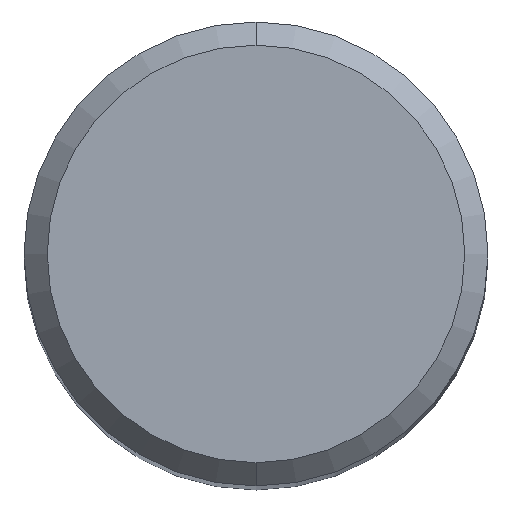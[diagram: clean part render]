
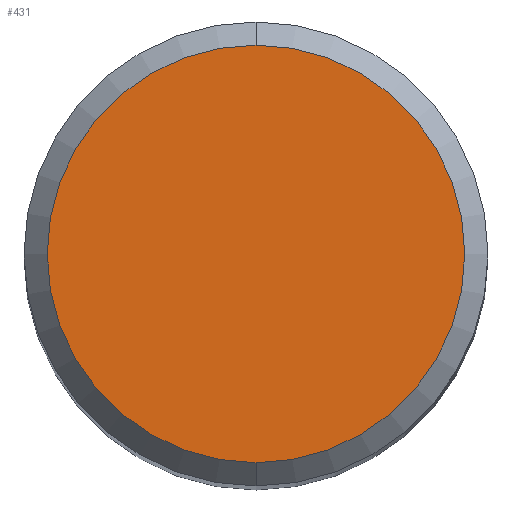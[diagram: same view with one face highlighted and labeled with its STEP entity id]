
A CAD part, top view. The second image highlights one B-rep face of the part: STEP entity #431.
In plain terms, the highlighted planar face has unit normal (0, 0, 1).
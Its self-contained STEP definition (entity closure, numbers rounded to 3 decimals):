
#375=EDGE_CURVE('',#731,#929,#997,.T.);
#419=EDGE_CURVE('',#929,#731,#1048,.T.);
#431=ADVANCED_FACE('',(#1061),#1062,.T.);
#731=VERTEX_POINT('',#1385);
#929=VERTEX_POINT('',#1604);
#997=CIRCLE('',#1714,4.5);
#1048=CIRCLE('',#3050,4.5);
#1061=FACE_OUTER_BOUND('',#3086,.T.);
#1062=PLANE('',#3087);
#1385=CARTESIAN_POINT('',(0.,-4.5,0.0));
#1604=CARTESIAN_POINT('',(0.0,4.5,0.0));
#1714=AXIS2_PLACEMENT_3D('',#9660,#9661,#9662);
#3050=AXIS2_PLACEMENT_3D('',#9738,#9739,#9740);
#3086=EDGE_LOOP('',(#9755,#9756));
#3087=AXIS2_PLACEMENT_3D('',#9757,#9758,#9759);
#9660=CARTESIAN_POINT('',(0.0,0.0,0.0));
#9661=DIRECTION('',(0.0,0.0,-1.0));
#9662=DIRECTION('',(0.0,1.0,0.0));
#9738=CARTESIAN_POINT('',(0.0,0.0,0.0));
#9739=DIRECTION('',(0.0,0.0,-1.0));
#9740=DIRECTION('',(0.0,1.0,0.0));
#9755=ORIENTED_EDGE('',*,*,#419,.F.);
#9756=ORIENTED_EDGE('',*,*,#375,.F.);
#9757=CARTESIAN_POINT('',(0.0,2.25,0.0));
#9758=DIRECTION('',(-0.0,0.0,1.0));
#9759=DIRECTION('',(0.0,-1.0,0.0));
